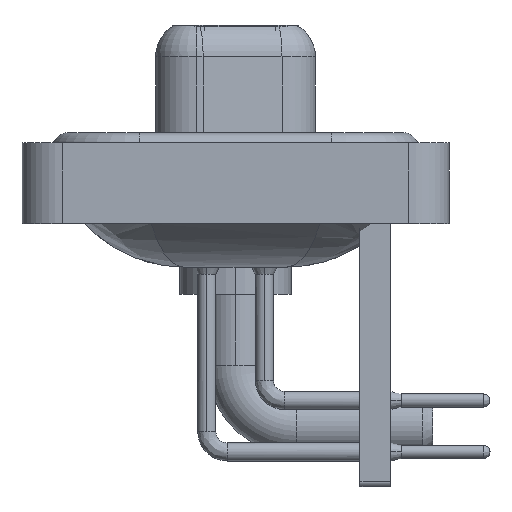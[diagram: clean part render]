
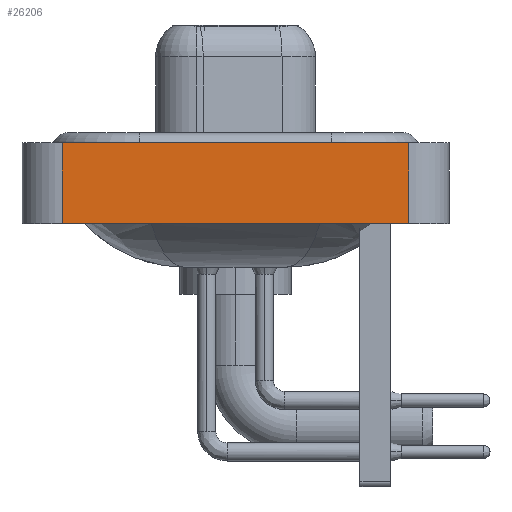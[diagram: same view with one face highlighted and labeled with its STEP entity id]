
A CAD part, left-side view. The second image highlights one B-rep face of the part: STEP entity #26206.
In plain terms, the highlighted planar face has unit normal (-1, 0, 0).
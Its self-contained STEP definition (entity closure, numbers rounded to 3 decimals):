
#751 = LINE ( 'NONE', #23871, #15173 ) ;
#752 = ORIENTED_EDGE ( 'NONE', *, *, #15505, .F. ) ;
#1376 = VECTOR ( 'NONE', #18815, 1000. ) ;
#2112 = FACE_OUTER_BOUND ( 'NONE', #3954, .T. ) ;
#3908 = CARTESIAN_POINT ( 'NONE',  ( -7.35, -8.55, -3.6 ) ) ;
#3954 = EDGE_LOOP ( 'NONE', ( #26157, #17522, #752, #12359 ) ) ;
#4756 = DIRECTION ( 'NONE',  ( 0., 0., 1. ) ) ;
#5402 = LINE ( 'NONE', #5796, #8970 ) ;
#5796 = CARTESIAN_POINT ( 'NONE',  ( -7.35, -8.55, 0.4 ) ) ;
#8098 = VERTEX_POINT ( 'NONE', #25149 ) ;
#8970 = VECTOR ( 'NONE', #24513, 1000. ) ;
#9708 = AXIS2_PLACEMENT_3D ( 'NONE', #3908, #12285, #16541 ) ;
#10478 = CARTESIAN_POINT ( 'NONE',  ( -7.35, 8.55, -3.6 ) ) ;
#12285 = DIRECTION ( 'NONE',  ( -1., 0., 0. ) ) ;
#12359 = ORIENTED_EDGE ( 'NONE', *, *, #13781, .T. ) ;
#12864 = VERTEX_POINT ( 'NONE', #10478 ) ;
#13781 = EDGE_CURVE ( 'NONE', #12864, #19882, #751, .T. ) ;
#15173 = VECTOR ( 'NONE', #21108, 1000. ) ;
#15505 = EDGE_CURVE ( 'NONE', #12864, #22507, #19324, .T. ) ;
#16197 = LINE ( 'NONE', #22822, #1376 ) ;
#16541 = DIRECTION ( 'NONE',  ( 0., 0., 1. ) ) ;
#17522 = ORIENTED_EDGE ( 'NONE', *, *, #20545, .F. ) ;
#18815 = DIRECTION ( 'NONE',  ( 0., 0., 1. ) ) ;
#19324 = LINE ( 'NONE', #25672, #26203 ) ;
#19882 = VERTEX_POINT ( 'NONE', #22657 ) ;
#20545 = EDGE_CURVE ( 'NONE', #22507, #8098, #5402, .T. ) ;
#21108 = DIRECTION ( 'NONE',  ( 0., -1., 0. ) ) ;
#22507 = VERTEX_POINT ( 'NONE', #23740 ) ;
#22657 = CARTESIAN_POINT ( 'NONE',  ( -7.35, -8.55, -3.6 ) ) ;
#22822 = CARTESIAN_POINT ( 'NONE',  ( -7.35, -8.55, -3.6 ) ) ;
#23740 = CARTESIAN_POINT ( 'NONE',  ( -7.35, 8.55, 0.4 ) ) ;
#23871 = CARTESIAN_POINT ( 'NONE',  ( -7.35, -8.55, -3.6 ) ) ;
#24513 = DIRECTION ( 'NONE',  ( 0., -1., 0. ) ) ;
#25149 = CARTESIAN_POINT ( 'NONE',  ( -7.35, -8.55, 0.4 ) ) ;
#25493 = PLANE ( 'NONE',  #9708 ) ;
#25672 = CARTESIAN_POINT ( 'NONE',  ( -7.35, 8.55, -3.6 ) ) ;
#26157 = ORIENTED_EDGE ( 'NONE', *, *, #26527, .T. ) ;
#26203 = VECTOR ( 'NONE', #4756, 1000. ) ;
#26206 = ADVANCED_FACE ( 'NONE', ( #2112 ), #25493, .T. ) ;
#26527 = EDGE_CURVE ( 'NONE', #19882, #8098, #16197, .T. ) ;
